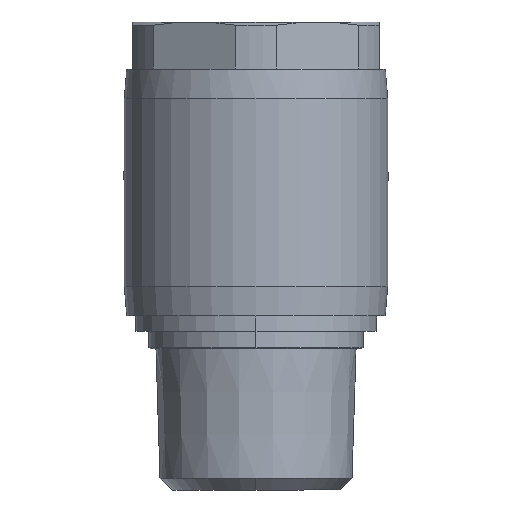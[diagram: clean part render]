
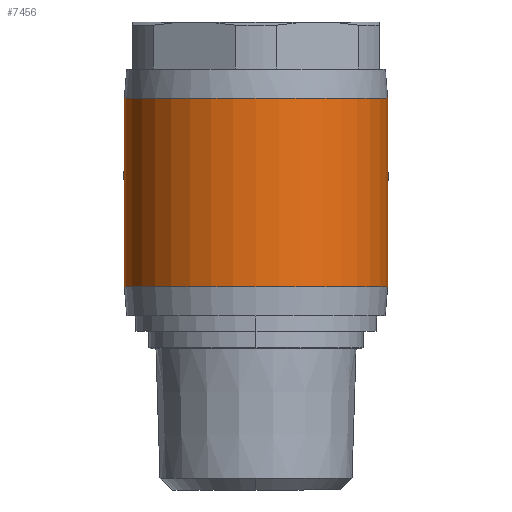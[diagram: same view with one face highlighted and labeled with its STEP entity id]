
A CAD part, left-side view. The second image highlights one B-rep face of the part: STEP entity #7456.
In plain terms, the highlighted cylindrical face has radius 11.2 mm (diameter 22.4 mm), a partial arc.
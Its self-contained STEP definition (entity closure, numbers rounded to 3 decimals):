
#461 = FACE_OUTER_BOUND ( 'NONE', #7711, .T. ) ;
#703 = EDGE_CURVE ( 'NONE', #11536, #5741, #968, .T. ) ;
#968 = LINE ( 'NONE', #1530, #3195 ) ;
#1530 = CARTESIAN_POINT ( 'NONE',  ( 11., 11.2, -1.4 ) ) ;
#1574 = DIRECTION ( 'NONE',  ( 0., 0., 1. ) ) ;
#2181 = CARTESIAN_POINT ( 'NONE',  ( 11., 0., 6.6 ) ) ;
#2520 = CIRCLE ( 'NONE', #3009, 11.2 ) ;
#3009 = AXIS2_PLACEMENT_3D ( 'NONE', #7713, #5360, #10209 ) ;
#3195 = VECTOR ( 'NONE', #14781, 1000. ) ;
#4002 = CARTESIAN_POINT ( 'NONE',  ( 11., -11.2, -1.4 ) ) ;
#4008 = ORIENTED_EDGE ( 'NONE', *, *, #703, .T. ) ;
#4220 = VERTEX_POINT ( 'NONE', #8884 ) ;
#4227 = CARTESIAN_POINT ( 'NONE',  ( 11., 11.2, -9.4 ) ) ;
#5064 = CYLINDRICAL_SURFACE ( 'NONE', #6478, 11.2 ) ;
#5070 = VECTOR ( 'NONE', #10078, 1000. ) ;
#5360 = DIRECTION ( 'NONE',  ( 0., 0., -1. ) ) ;
#5741 = VERTEX_POINT ( 'NONE', #9889 ) ;
#5761 = CIRCLE ( 'NONE', #6499, 11.2 ) ;
#6478 = AXIS2_PLACEMENT_3D ( 'NONE', #8768, #1574, #14771 ) ;
#6499 = AXIS2_PLACEMENT_3D ( 'NONE', #2181, #7989, #8093 ) ;
#6954 = EDGE_CURVE ( 'NONE', #11536, #4220, #2520, .T. ) ;
#7448 = CARTESIAN_POINT ( 'NONE',  ( 11., -11.2, 6.6 ) ) ;
#7456 = ADVANCED_FACE ( 'NONE', ( #461 ), #5064, .T. ) ;
#7711 = EDGE_LOOP ( 'NONE', ( #9506, #4008, #10850, #10837 ) ) ;
#7713 = CARTESIAN_POINT ( 'NONE',  ( 11., 0., -9.4 ) ) ;
#7989 = DIRECTION ( 'NONE',  ( 0., 0., -1. ) ) ;
#8093 = DIRECTION ( 'NONE',  ( 0., -1., 0. ) ) ;
#8768 = CARTESIAN_POINT ( 'NONE',  ( 11., 0., -1.4 ) ) ;
#8884 = CARTESIAN_POINT ( 'NONE',  ( 11., -11.2, -9.4 ) ) ;
#9506 = ORIENTED_EDGE ( 'NONE', *, *, #6954, .F. ) ;
#9889 = CARTESIAN_POINT ( 'NONE',  ( 11., 11.2, 6.6 ) ) ;
#10078 = DIRECTION ( 'NONE',  ( 0., 0., 1. ) ) ;
#10209 = DIRECTION ( 'NONE',  ( -1., 0., 0. ) ) ;
#10261 = EDGE_CURVE ( 'NONE', #4220, #13687, #13347, .T. ) ;
#10837 = ORIENTED_EDGE ( 'NONE', *, *, #10261, .F. ) ;
#10850 = ORIENTED_EDGE ( 'NONE', *, *, #13384, .T. ) ;
#11536 = VERTEX_POINT ( 'NONE', #4227 ) ;
#13347 = LINE ( 'NONE', #4002, #5070 ) ;
#13384 = EDGE_CURVE ( 'NONE', #5741, #13687, #5761, .T. ) ;
#13687 = VERTEX_POINT ( 'NONE', #7448 ) ;
#14771 = DIRECTION ( 'NONE',  ( 0., -1., 0. ) ) ;
#14781 = DIRECTION ( 'NONE',  ( 0., 0., 1. ) ) ;
